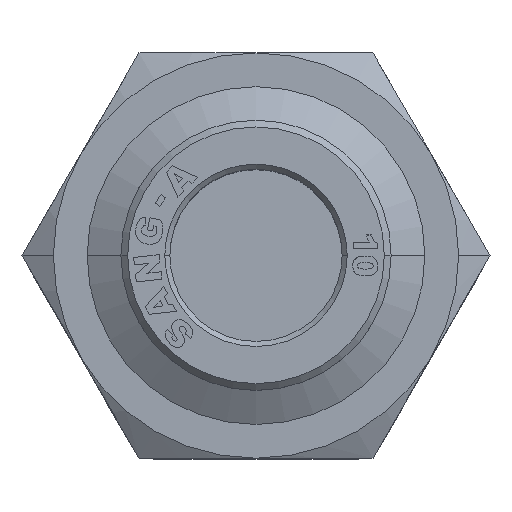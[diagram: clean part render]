
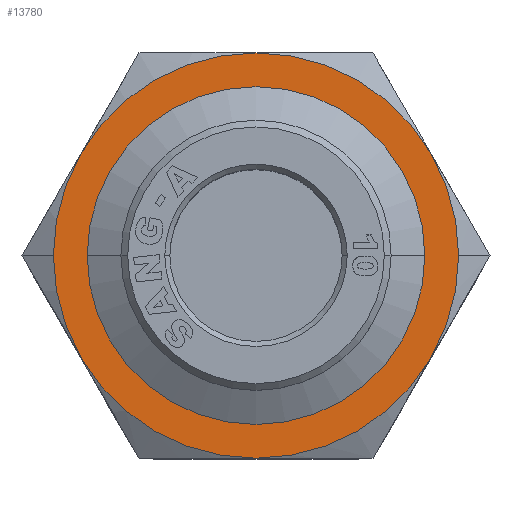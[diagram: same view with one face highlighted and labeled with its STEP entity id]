
A CAD part, top view. The second image highlights one B-rep face of the part: STEP entity #13780.
In plain terms, the highlighted planar face has unit normal (0, 0, 1).
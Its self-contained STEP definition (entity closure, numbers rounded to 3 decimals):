
#567=CARTESIAN_POINT('',(-10.0,0.,8.2));
#568=VERTEX_POINT('',#567);
#575=CARTESIAN_POINT('',(10.,0.,8.2));
#576=VERTEX_POINT('',#575);
#577=CARTESIAN_POINT('',(0.,0.,8.2));
#578=DIRECTION('',(0.0,0.0,1.0));
#579=DIRECTION('',(-1.0,0.0,0.0));
#580=AXIS2_PLACEMENT_3D('',#577,#578,#579);
#581=CIRCLE('',#580,10.);
#582=EDGE_CURVE('',#568,#576,#581,.T.);
#829=CARTESIAN_POINT('',(-12.,0.,8.2));
#830=VERTEX_POINT('',#829);
#837=CARTESIAN_POINT('',(-10.392,-6.0,8.2));
#838=VERTEX_POINT('',#837);
#852=CARTESIAN_POINT('',(0.,0.,8.2));
#853=DIRECTION('',(0.0,0.0,1.0));
#854=DIRECTION('',(-1.0,0.0,0.0));
#855=AXIS2_PLACEMENT_3D('',#852,#853,#854);
#856=CIRCLE('',#855,12.);
#857=EDGE_CURVE('',#830,#838,#856,.T.);
#867=CARTESIAN_POINT('',(12.0,0.,8.2));
#868=VERTEX_POINT('',#867);
#877=CARTESIAN_POINT('',(10.392,-6.,8.2));
#878=VERTEX_POINT('',#877);
#879=CARTESIAN_POINT('',(0.,0.,8.2));
#880=DIRECTION('',(0.0,0.0,1.0));
#881=DIRECTION('',(-1.0,0.0,0.0));
#882=AXIS2_PLACEMENT_3D('',#879,#880,#881);
#883=CIRCLE('',#882,12.);
#884=EDGE_CURVE('',#878,#868,#883,.T.);
#13711=CARTESIAN_POINT('',(0.,0.,8.2));
#13712=DIRECTION('',(0.0,0.0,-1.0));
#13713=DIRECTION('',(1.0,0.0,0.0));
#13714=AXIS2_PLACEMENT_3D('',#13711,#13712,#13713);
#13715=PLANE('',#13714);
#13716=CARTESIAN_POINT('',(10.392,6.,8.2));
#13717=VERTEX_POINT('',#13716);
#13718=CARTESIAN_POINT('',(0.,12.,8.2));
#13719=VERTEX_POINT('',#13718);
#13720=CARTESIAN_POINT('',(0.,0.,8.2));
#13721=DIRECTION('',(0.0,0.0,1.0));
#13722=DIRECTION('',(-1.0,0.0,0.0));
#13723=AXIS2_PLACEMENT_3D('',#13720,#13721,#13722);
#13724=CIRCLE('',#13723,12.);
#13725=EDGE_CURVE('',#13717,#13719,#13724,.T.);
#13726=ORIENTED_EDGE('',*,*,#13725,.T.);
#13727=CARTESIAN_POINT('',(-10.392,6.,8.2));
#13728=VERTEX_POINT('',#13727);
#13729=CARTESIAN_POINT('',(0.,0.,8.2));
#13730=DIRECTION('',(0.0,0.0,1.0));
#13731=DIRECTION('',(-1.0,0.0,0.0));
#13732=AXIS2_PLACEMENT_3D('',#13729,#13730,#13731);
#13733=CIRCLE('',#13732,12.);
#13734=EDGE_CURVE('',#13719,#13728,#13733,.T.);
#13735=ORIENTED_EDGE('',*,*,#13734,.T.);
#13736=CARTESIAN_POINT('',(0.,0.,8.2));
#13737=DIRECTION('',(0.0,0.0,1.0));
#13738=DIRECTION('',(-1.0,0.0,0.0));
#13739=AXIS2_PLACEMENT_3D('',#13736,#13737,#13738);
#13740=CIRCLE('',#13739,12.);
#13741=EDGE_CURVE('',#13728,#830,#13740,.T.);
#13742=ORIENTED_EDGE('',*,*,#13741,.T.);
#13743=ORIENTED_EDGE('',*,*,#857,.T.);
#13744=CARTESIAN_POINT('',(0.,-12.,8.2));
#13745=VERTEX_POINT('',#13744);
#13746=CARTESIAN_POINT('',(0.,0.,8.2));
#13747=DIRECTION('',(0.0,0.0,1.0));
#13748=DIRECTION('',(-1.0,0.0,0.0));
#13749=AXIS2_PLACEMENT_3D('',#13746,#13747,#13748);
#13750=CIRCLE('',#13749,12.);
#13751=EDGE_CURVE('',#838,#13745,#13750,.T.);
#13752=ORIENTED_EDGE('',*,*,#13751,.T.);
#13753=CARTESIAN_POINT('',(0.,0.,8.2));
#13754=DIRECTION('',(0.0,0.0,1.0));
#13755=DIRECTION('',(-1.0,0.0,0.0));
#13756=AXIS2_PLACEMENT_3D('',#13753,#13754,#13755);
#13757=CIRCLE('',#13756,12.);
#13758=EDGE_CURVE('',#13745,#878,#13757,.T.);
#13759=ORIENTED_EDGE('',*,*,#13758,.T.);
#13760=ORIENTED_EDGE('',*,*,#884,.T.);
#13761=CARTESIAN_POINT('',(0.,0.,8.2));
#13762=DIRECTION('',(0.0,0.0,1.0));
#13763=DIRECTION('',(-1.0,0.0,0.0));
#13764=AXIS2_PLACEMENT_3D('',#13761,#13762,#13763);
#13765=CIRCLE('',#13764,12.);
#13766=EDGE_CURVE('',#868,#13717,#13765,.T.);
#13767=ORIENTED_EDGE('',*,*,#13766,.T.);
#13768=EDGE_LOOP('',(#13726,#13735,#13742,#13743,#13752,#13759,#13760,#13767));
#13769=FACE_OUTER_BOUND('',#13768,.T.);
#13770=CARTESIAN_POINT('',(0.,0.,8.2));
#13771=DIRECTION('',(0.0,0.0,1.0));
#13772=DIRECTION('',(-1.0,0.0,0.0));
#13773=AXIS2_PLACEMENT_3D('',#13770,#13771,#13772);
#13774=CIRCLE('',#13773,10.);
#13775=EDGE_CURVE('',#576,#568,#13774,.T.);
#13776=ORIENTED_EDGE('',*,*,#13775,.F.);
#13777=ORIENTED_EDGE('',*,*,#582,.F.);
#13778=EDGE_LOOP('',(#13776,#13777));
#13779=FACE_BOUND('',#13778,.T.);
#13780=ADVANCED_FACE('',(#13769,#13779),#13715,.F.);
